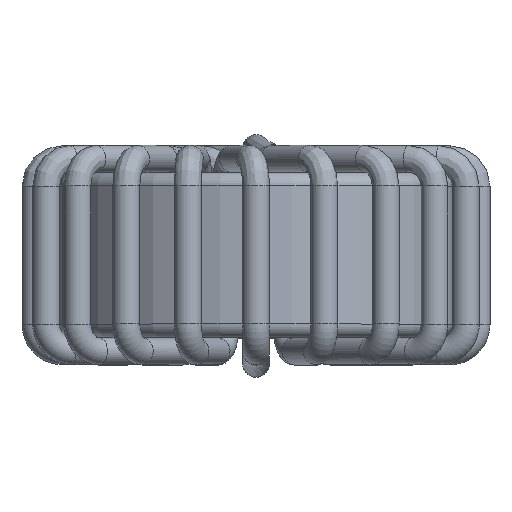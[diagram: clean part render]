
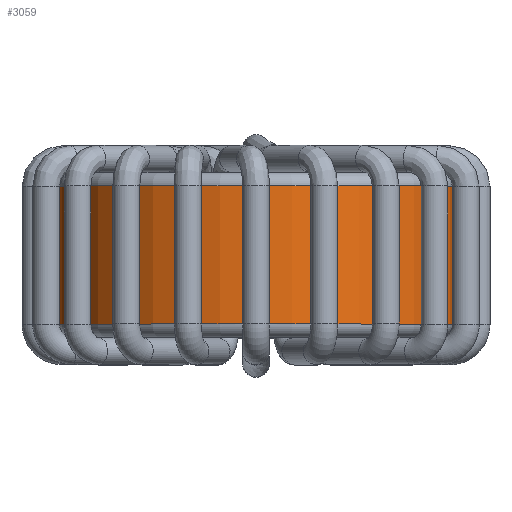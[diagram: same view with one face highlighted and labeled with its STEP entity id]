
A CAD part, top view. The second image highlights one B-rep face of the part: STEP entity #3059.
In plain terms, the highlighted cylindrical face has radius 7.7 mm (diameter 15.4 mm), a full revolution.
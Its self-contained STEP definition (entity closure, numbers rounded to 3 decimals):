
#277=CIRCLE('',#3358,7.7);
#278=CIRCLE('',#3359,7.7);
#605=ORIENTED_EDGE('',*,*,#781,.T.);
#606=ORIENTED_EDGE('',*,*,#782,.T.);
#781=EDGE_CURVE('',#949,#949,#277,.T.);
#782=EDGE_CURVE('',#950,#950,#278,.T.);
#949=VERTEX_POINT('',#8343);
#950=VERTEX_POINT('',#8345);
#1279=EDGE_LOOP('',(#605));
#1280=EDGE_LOOP('',(#606));
#1615=FACE_BOUND('',#1279,.T.);
#1616=FACE_BOUND('',#1280,.T.);
#1710=CYLINDRICAL_SURFACE('',#3357,7.7);
#3059=ADVANCED_FACE('',(#1615,#1616),#1710,.T.);
#3357=AXIS2_PLACEMENT_3D('',#8341,#3934,#3935);
#3358=AXIS2_PLACEMENT_3D('',#8342,#3936,#3937);
#3359=AXIS2_PLACEMENT_3D('',#8344,#3938,#3939);
#3934=DIRECTION('',(0.,-1.,0.));
#3935=DIRECTION('',(0.,0.,-1.));
#3936=DIRECTION('',(0.,1.,0.));
#3937=DIRECTION('',(0.,0.,1.));
#3938=DIRECTION('',(0.,-1.,0.));
#3939=DIRECTION('',(0.,0.,-1.));
#8341=CARTESIAN_POINT('',(0.,0.,0.));
#8342=CARTESIAN_POINT('',(0.,-2.57,0.));
#8343=CARTESIAN_POINT('',(0.,-2.57,7.7));
#8344=CARTESIAN_POINT('',(0.,2.57,0.));
#8345=CARTESIAN_POINT('',(0.,2.57,-7.7));
